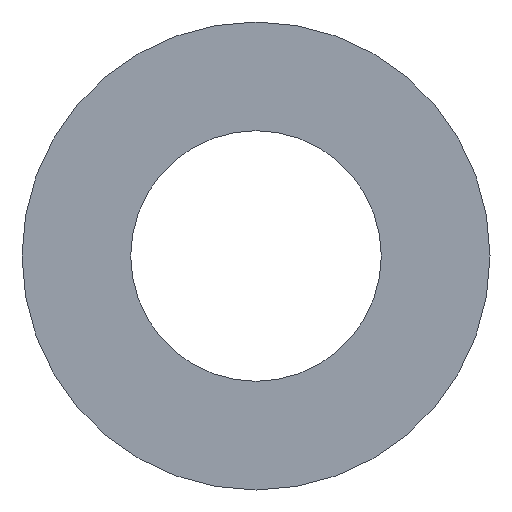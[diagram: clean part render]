
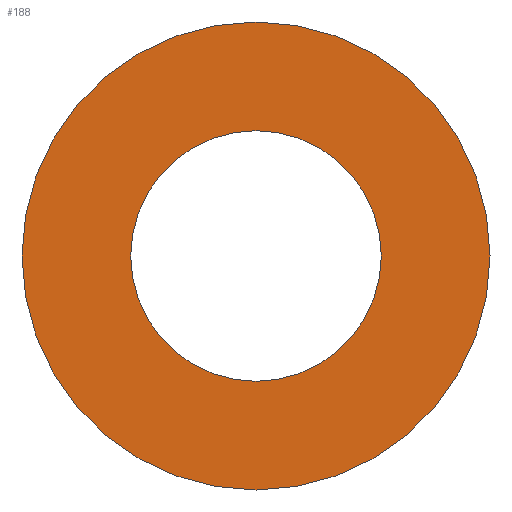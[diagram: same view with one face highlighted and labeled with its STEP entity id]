
A CAD part, front view. The second image highlights one B-rep face of the part: STEP entity #188.
In plain terms, the highlighted planar face has unit normal (0, -1, 0).
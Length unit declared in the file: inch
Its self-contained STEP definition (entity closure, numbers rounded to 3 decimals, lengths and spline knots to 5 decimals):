
#1 = CARTESIAN_POINT ( 'NONE',  ( 0., 0., 0. ) ) ;
#4 = ORIENTED_EDGE ( 'NONE', *, *, #78, .F. ) ;
#6 = DIRECTION ( 'NONE',  ( 0., 0., 1. ) ) ;
#11 = AXIS2_PLACEMENT_3D ( 'NONE', #164, #192, #6 ) ;
#14 = DIRECTION ( 'NONE',  ( 0., 1., 0. ) ) ;
#22 = DIRECTION ( 'NONE',  ( 0., 1., 0. ) ) ;
#31 = AXIS2_PLACEMENT_3D ( 'NONE', #1, #22, #94 ) ;
#32 = PLANE ( 'NONE',  #31 ) ;
#36 = DIRECTION ( 'NONE',  ( 0., 0., 1. ) ) ;
#38 = VERTEX_POINT ( 'NONE', #168 ) ;
#44 = DIRECTION ( 'NONE',  ( 0., 0., 1. ) ) ;
#53 = ORIENTED_EDGE ( 'NONE', *, *, #184, .T. ) ;
#54 = FACE_OUTER_BOUND ( 'NONE', #195, .T. ) ;
#68 = DIRECTION ( 'NONE',  ( 0., 1., 0. ) ) ;
#71 = AXIS2_PLACEMENT_3D ( 'NONE', #130, #68, #141 ) ;
#78 = EDGE_CURVE ( 'NONE', #139, #38, #157, .T. ) ;
#79 = CARTESIAN_POINT ( 'NONE',  ( 0., 0., -0.06693 ) ) ;
#80 = CIRCLE ( 'NONE', #11, 0.125 ) ;
#85 = FACE_BOUND ( 'NONE', #90, .T. ) ;
#90 = EDGE_LOOP ( 'NONE', ( #145, #53 ) ) ;
#94 = DIRECTION ( 'NONE',  ( 0., 0., 1. ) ) ;
#100 = AXIS2_PLACEMENT_3D ( 'NONE', #183, #102, #44 ) ;
#102 = DIRECTION ( 'NONE',  ( 0., 1., 0. ) ) ;
#116 = VERTEX_POINT ( 'NONE', #144 ) ;
#117 = CIRCLE ( 'NONE', #175, 0.06693 ) ;
#125 = EDGE_CURVE ( 'NONE', #38, #139, #80, .T. ) ;
#130 = CARTESIAN_POINT ( 'NONE',  ( 0., 0., 0. ) ) ;
#139 = VERTEX_POINT ( 'NONE', #181 ) ;
#141 = DIRECTION ( 'NONE',  ( 0., 0., 1. ) ) ;
#144 = CARTESIAN_POINT ( 'NONE',  ( 0., 0., 0.06693 ) ) ;
#145 = ORIENTED_EDGE ( 'NONE', *, *, #165, .T. ) ;
#150 = ORIENTED_EDGE ( 'NONE', *, *, #125, .F. ) ;
#153 = VERTEX_POINT ( 'NONE', #79 ) ;
#157 = CIRCLE ( 'NONE', #100, 0.125 ) ;
#161 = CIRCLE ( 'NONE', #71, 0.06693 ) ;
#164 = CARTESIAN_POINT ( 'NONE',  ( 0., 0., 0. ) ) ;
#165 = EDGE_CURVE ( 'NONE', #116, #153, #161, .T. ) ;
#168 = CARTESIAN_POINT ( 'NONE',  ( 0., 0., -0.125 ) ) ;
#175 = AXIS2_PLACEMENT_3D ( 'NONE', #204, #14, #36 ) ;
#181 = CARTESIAN_POINT ( 'NONE',  ( 0., 0., 0.125 ) ) ;
#183 = CARTESIAN_POINT ( 'NONE',  ( 0., 0., 0. ) ) ;
#184 = EDGE_CURVE ( 'NONE', #153, #116, #117, .T. ) ;
#188 = ADVANCED_FACE ( 'NONE', ( #85, #54 ), #32, .F. ) ;
#192 = DIRECTION ( 'NONE',  ( 0., 1., 0. ) ) ;
#195 = EDGE_LOOP ( 'NONE', ( #150, #4 ) ) ;
#204 = CARTESIAN_POINT ( 'NONE',  ( 0., 0., 0. ) ) ;
